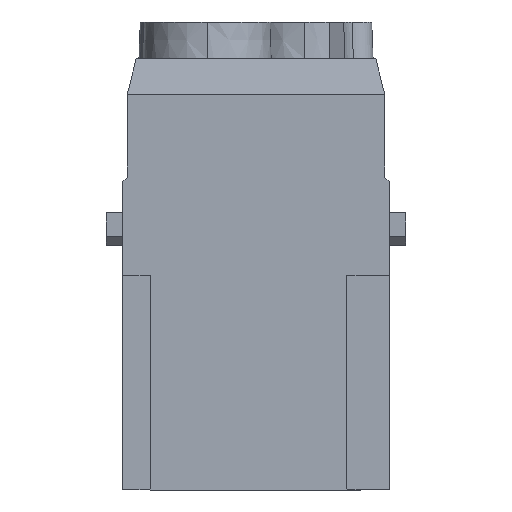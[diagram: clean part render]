
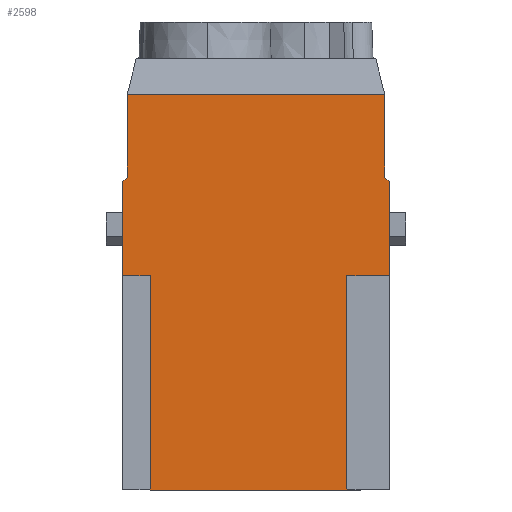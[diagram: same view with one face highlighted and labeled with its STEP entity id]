
A CAD part, left-side view. The second image highlights one B-rep face of the part: STEP entity #2598.
In plain terms, the highlighted planar face has unit normal (-1, 0, 0).
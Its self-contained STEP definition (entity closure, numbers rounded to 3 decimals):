
#2507=AXIS2_PLACEMENT_3D('Plane Axis2P3D',#2504,#2505,#2506) ;
#2191=CARTESIAN_POINT('Vertex',(0.,31.7,45.039)) ;
#2194=CARTESIAN_POINT('Line Origine',(0.,17.05,45.039)) ;
#2198=CARTESIAN_POINT('Vertex',(0.,2.4,45.039)) ;
#2504=CARTESIAN_POINT('Axis2P3D Location',(0.,31.7,51.234)) ;
#2509=CARTESIAN_POINT('Line Origine',(0.,31.7,40.32)) ;
#2513=CARTESIAN_POINT('Vertex',(0.,31.7,35.6)) ;
#2516=CARTESIAN_POINT('Line Origine',(0.,31.95,35.35)) ;
#2520=CARTESIAN_POINT('Vertex',(0.,32.2,35.1)) ;
#2523=CARTESIAN_POINT('Line Origine',(0.,32.2,29.75)) ;
#2527=CARTESIAN_POINT('Vertex',(0.,32.2,24.4)) ;
#2530=CARTESIAN_POINT('Line Origine',(0.,30.65,24.4)) ;
#2534=CARTESIAN_POINT('Vertex',(0.,29.1,24.4)) ;
#2537=CARTESIAN_POINT('Line Origine',(0.,29.1,12.2)) ;
#2541=CARTESIAN_POINT('Vertex',(0.,29.1,0.)) ;
#2544=CARTESIAN_POINT('Line Origine',(0.,17.9,0.)) ;
#2548=CARTESIAN_POINT('Vertex',(0.,6.7,0.)) ;
#2551=CARTESIAN_POINT('Line Origine',(0.,6.7,12.2)) ;
#2555=CARTESIAN_POINT('Vertex',(0.,6.7,24.4)) ;
#2558=CARTESIAN_POINT('Line Origine',(0.,4.3,24.4)) ;
#2562=CARTESIAN_POINT('Vertex',(0.,1.9,24.4)) ;
#2565=CARTESIAN_POINT('Line Origine',(0.,1.9,29.75)) ;
#2569=CARTESIAN_POINT('Vertex',(0.,1.9,35.1)) ;
#2572=CARTESIAN_POINT('Line Origine',(0.,2.15,35.35)) ;
#2576=CARTESIAN_POINT('Vertex',(0.,2.4,35.6)) ;
#2579=CARTESIAN_POINT('Line Origine',(0.,2.4,40.32)) ;
#2195=DIRECTION('Vector Direction',(0.,1.,0.)) ;
#2505=DIRECTION('Axis2P3D Direction',(-1.,0.,0.)) ;
#2506=DIRECTION('Axis2P3D XDirection',(0.,-1.,0.)) ;
#2510=DIRECTION('Vector Direction',(0.,0.,-1.)) ;
#2517=DIRECTION('Vector Direction',(0.,-0.707,0.707)) ;
#2524=DIRECTION('Vector Direction',(0.,0.,-1.)) ;
#2531=DIRECTION('Vector Direction',(0.,-1.,0.)) ;
#2538=DIRECTION('Vector Direction',(0.,0.,-1.)) ;
#2545=DIRECTION('Vector Direction',(0.,1.,0.)) ;
#2552=DIRECTION('Vector Direction',(0.,0.,1.)) ;
#2559=DIRECTION('Vector Direction',(0.,-1.,0.)) ;
#2566=DIRECTION('Vector Direction',(0.,0.,-1.)) ;
#2573=DIRECTION('Vector Direction',(0.,-0.707,-0.707)) ;
#2580=DIRECTION('Vector Direction',(0.,0.,-1.)) ;
#2196=VECTOR('Line Direction',#2195,1.) ;
#2511=VECTOR('Line Direction',#2510,1.) ;
#2518=VECTOR('Line Direction',#2517,1.) ;
#2525=VECTOR('Line Direction',#2524,1.) ;
#2532=VECTOR('Line Direction',#2531,1.) ;
#2539=VECTOR('Line Direction',#2538,1.) ;
#2546=VECTOR('Line Direction',#2545,1.) ;
#2553=VECTOR('Line Direction',#2552,1.) ;
#2560=VECTOR('Line Direction',#2559,1.) ;
#2567=VECTOR('Line Direction',#2566,1.) ;
#2574=VECTOR('Line Direction',#2573,1.) ;
#2581=VECTOR('Line Direction',#2580,1.) ;
#2585=ORIENTED_EDGE('',*,*,#2200,.T.) ;
#2586=ORIENTED_EDGE('',*,*,#2515,.T.) ;
#2587=ORIENTED_EDGE('',*,*,#2522,.F.) ;
#2588=ORIENTED_EDGE('',*,*,#2529,.T.) ;
#2589=ORIENTED_EDGE('',*,*,#2536,.T.) ;
#2590=ORIENTED_EDGE('',*,*,#2543,.T.) ;
#2591=ORIENTED_EDGE('',*,*,#2550,.F.) ;
#2592=ORIENTED_EDGE('',*,*,#2557,.T.) ;
#2593=ORIENTED_EDGE('',*,*,#2564,.T.) ;
#2594=ORIENTED_EDGE('',*,*,#2571,.F.) ;
#2595=ORIENTED_EDGE('',*,*,#2578,.F.) ;
#2596=ORIENTED_EDGE('',*,*,#2583,.F.) ;
#2598=ADVANCED_FACE('Hauptkoerper',(#2597),#2508,.T.) ;
#2200=EDGE_CURVE('',#2199,#2192,#2197,.T.) ;
#2515=EDGE_CURVE('',#2192,#2514,#2512,.T.) ;
#2522=EDGE_CURVE('',#2521,#2514,#2519,.T.) ;
#2529=EDGE_CURVE('',#2521,#2528,#2526,.T.) ;
#2536=EDGE_CURVE('',#2528,#2535,#2533,.T.) ;
#2543=EDGE_CURVE('',#2535,#2542,#2540,.T.) ;
#2550=EDGE_CURVE('',#2549,#2542,#2547,.T.) ;
#2557=EDGE_CURVE('',#2549,#2556,#2554,.T.) ;
#2564=EDGE_CURVE('',#2556,#2563,#2561,.T.) ;
#2571=EDGE_CURVE('',#2570,#2563,#2568,.T.) ;
#2578=EDGE_CURVE('',#2577,#2570,#2575,.T.) ;
#2583=EDGE_CURVE('',#2199,#2577,#2582,.T.) ;
#2584=EDGE_LOOP('',(#2585,#2586,#2587,#2588,#2589,#2590,#2591,#2592,#2593,#2594,#2595,#2596)) ;
#2597=FACE_OUTER_BOUND('',#2584,.T.) ;
#2197=LINE('Line',#2194,#2196) ;
#2512=LINE('Line',#2509,#2511) ;
#2519=LINE('Line',#2516,#2518) ;
#2526=LINE('Line',#2523,#2525) ;
#2533=LINE('Line',#2530,#2532) ;
#2540=LINE('Line',#2537,#2539) ;
#2547=LINE('Line',#2544,#2546) ;
#2554=LINE('Line',#2551,#2553) ;
#2561=LINE('Line',#2558,#2560) ;
#2568=LINE('Line',#2565,#2567) ;
#2575=LINE('Line',#2572,#2574) ;
#2582=LINE('Line',#2579,#2581) ;
#2508=PLANE('',#2507) ;
#2192=VERTEX_POINT('',#2191) ;
#2199=VERTEX_POINT('',#2198) ;
#2514=VERTEX_POINT('',#2513) ;
#2521=VERTEX_POINT('',#2520) ;
#2528=VERTEX_POINT('',#2527) ;
#2535=VERTEX_POINT('',#2534) ;
#2542=VERTEX_POINT('',#2541) ;
#2549=VERTEX_POINT('',#2548) ;
#2556=VERTEX_POINT('',#2555) ;
#2563=VERTEX_POINT('',#2562) ;
#2570=VERTEX_POINT('',#2569) ;
#2577=VERTEX_POINT('',#2576) ;
